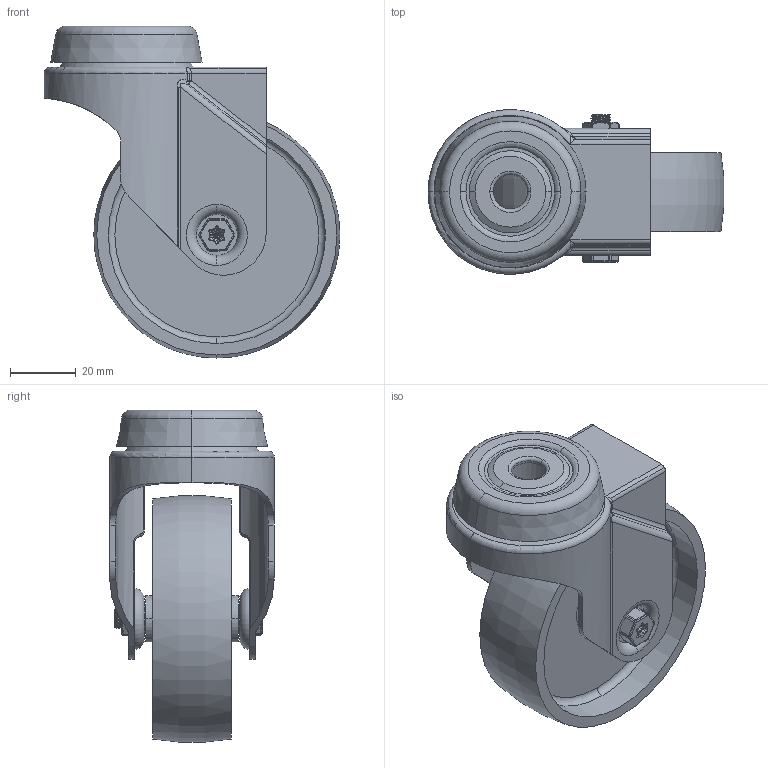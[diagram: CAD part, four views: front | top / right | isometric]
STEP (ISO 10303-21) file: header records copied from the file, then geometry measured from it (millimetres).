
FILE_DESCRIPTION(('STEP AP203'),'1');
FILE_NAME('BZRA75PLBH10.STEP','2023-05-30T15:01:28',(' '),(' '),'Spatial InterOp 3D',' ',' ');
FILE_SCHEMA(('CONFIG_CONTROL_DESIGN'));
Length unit declared in the file: metre
Products named in the file (12): BZRA75ASBH10; ZINC PLATED PRESSED STEEL FORKS; ZINC PLATED PRESSED STEEL HEAD; BZRA75PLBH10; BZA75WPL; POLYPROPYLENE WHEEL; TUBEM8X30; ZINC PLATED AXLE TUBE; BOLTBZRA6MM; ZINC PLATED AXLE BOLT; NM6GR8HALFGR8; ZINC PLATED LOCKING NUT
Assembly tree (11 placements, depth 3):
  BZRA75PLBH10
    BZRA75ASBH10
      ZINC PLATED PRESSED STEEL FORKS
      ZINC PLATED PRESSED STEEL HEAD
    BZA75WPL
      POLYPROPYLENE WHEEL
    TUBEM8X30
      ZINC PLATED AXLE TUBE
    BOLTBZRA6MM
      ZINC PLATED AXLE BOLT
    NM6GR8HALFGR8
      ZINC PLATED LOCKING NUT
Bounding box: 89.89 x 50 x 100.89 mm (x, y, z)
Volume: 65268.1 mm3; surface area: 48498.7 mm2
Topology: 6 solids, 6 shells, 378 faces, 941 edges, 581 vertices
Faces by surface type: cylinder 167, torus 68, plane 54, cone 44, bspline 42, sphere 3
Entity records: 31449 total; most frequent: CARTESIAN_POINT 21934, DIRECTION 1938, ORIENTED_EDGE 1862, EDGE_CURVE 931, AXIS2_PLACEMENT_3D 838, VERTEX_POINT 581, CIRCLE 467, EDGE_LOOP 408
